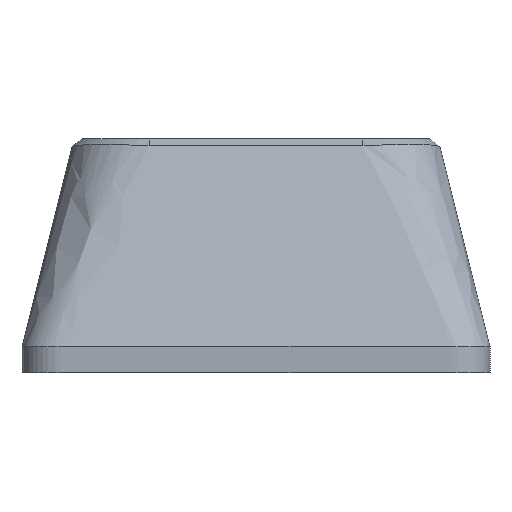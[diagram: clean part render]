
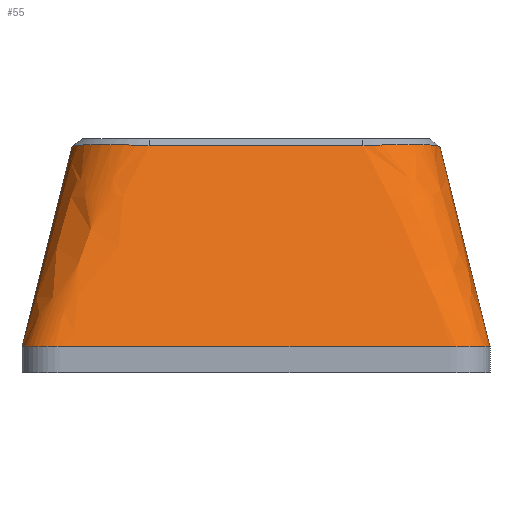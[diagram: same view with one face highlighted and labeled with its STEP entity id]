
A CAD part, front view. The second image highlights one B-rep face of the part: STEP entity #55.
In plain terms, the highlighted free-form (B-spline) face has degree [1, 2] with [2, 9] control points.
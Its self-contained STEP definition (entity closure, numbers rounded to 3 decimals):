
#55=ADVANCED_FACE('',(#128),#1118,.T.);
#128=FACE_OUTER_BOUND('',#201,.T.);
#201=EDGE_LOOP('',(#374,#375,#376,#377,#378,#379,#380));
#374=ORIENTED_EDGE('',*,*,#806,.T.);
#375=ORIENTED_EDGE('',*,*,#713,.T.);
#376=ORIENTED_EDGE('',*,*,#712,.T.);
#377=ORIENTED_EDGE('',*,*,#711,.T.);
#378=ORIENTED_EDGE('',*,*,#710,.T.);
#379=ORIENTED_EDGE('',*,*,#699,.F.);
#380=ORIENTED_EDGE('',*,*,#805,.F.);
#699=EDGE_CURVE('',#1046,#1050,#824,.T.);
#710=EDGE_CURVE('',#1052,#1050,#912,.T.);
#711=EDGE_CURVE('',#1053,#1052,#913,.T.);
#712=EDGE_CURVE('',#1054,#1053,#914,.T.);
#713=EDGE_CURVE('',#1055,#1054,#915,.T.);
#805=EDGE_CURVE('',#1113,#1046,#841,.T.);
#806=EDGE_CURVE('',#1113,#1055,#842,.T.);
#824=(
BOUNDED_CURVE()
B_SPLINE_CURVE(1,(#1941,#1942),.UNSPECIFIED.,.F.,.F.)
B_SPLINE_CURVE_WITH_KNOTS((2,2),(11.131,19.935),
 .UNSPECIFIED.)
CURVE()
GEOMETRIC_REPRESENTATION_ITEM()
RATIONAL_B_SPLINE_CURVE((1.,1.))
REPRESENTATION_ITEM('')
);
#841=(
BOUNDED_CURVE()
B_SPLINE_CURVE(2,(#2278,#2279,#2280,#2281,#2282,#2283,#2284,#2285,#2286),
 .UNSPECIFIED.,.F.,.F.)
B_SPLINE_CURVE_WITH_KNOTS((3,2,2,2,3),(-36.,-22.303,-18.,-4.303,
0.),.UNSPECIFIED.)
CURVE()
GEOMETRIC_REPRESENTATION_ITEM()
RATIONAL_B_SPLINE_CURVE((1.,1.,1.,0.707,1.,1.,1.,0.707,
1.))
REPRESENTATION_ITEM('')
);
#842=(
BOUNDED_CURVE()
B_SPLINE_CURVE(1,(#2287,#2288),.UNSPECIFIED.,.F.,.F.)
B_SPLINE_CURVE_WITH_KNOTS((2,2),(11.131,19.935),
 .UNSPECIFIED.)
CURVE()
GEOMETRIC_REPRESENTATION_ITEM()
RATIONAL_B_SPLINE_CURVE((1.,1.))
REPRESENTATION_ITEM('')
);
#912=B_SPLINE_CURVE_WITH_KNOTS('',3,(#1998,#1999,#2000,#2001,#2002),
 .UNSPECIFIED.,.F.,.F.,(4,1,4),(44.896,46.906,48.917),
 .UNSPECIFIED.);
#913=B_SPLINE_CURVE_WITH_KNOTS('',3,(#2003,#2004,#2005,#2006),
 .UNSPECIFIED.,.F.,.F.,(4,4),(36.669,44.896),
 .UNSPECIFIED.);
#914=B_SPLINE_CURVE_WITH_KNOTS('',3,(#2007,#2008,#2009,#2010,#2011),
 .UNSPECIFIED.,.F.,.F.,(4,1,4),(32.649,34.66,36.669),
 .UNSPECIFIED.);
#915=B_SPLINE_CURVE_WITH_KNOTS('',3,(#2012,#2013,#2014,#2015),
 .UNSPECIFIED.,.F.,.F.,(4,4),(24.384,32.649),
 .UNSPECIFIED.);
#1046=VERTEX_POINT('',#1610);
#1050=VERTEX_POINT('',#1614);
#1052=VERTEX_POINT('',#1616);
#1053=VERTEX_POINT('',#1617);
#1054=VERTEX_POINT('',#1618);
#1055=VERTEX_POINT('',#1619);
#1113=VERTEX_POINT('',#1677);
#1118=(
BOUNDED_SURFACE()
B_SPLINE_SURFACE(1,2,((#1455,#1456,#1457,#1458,#1459,#1460,#1461,#1462,
#1463),(#1464,#1465,#1466,#1467,#1468,#1469,#1470,#1471,#1472)),
 .UNSPECIFIED.,.F.,.F.,.F.)
B_SPLINE_SURFACE_WITH_KNOTS((2,2),(3,2,2,2,3),(11.131,20.282),
(-36.,-22.303,-18.,-4.303,0.),.UNSPECIFIED.)
GEOMETRIC_REPRESENTATION_ITEM()
RATIONAL_B_SPLINE_SURFACE(((1.,1.,1.,0.707,1.,1.,1.,0.707,
1.),(1.,1.,1.,0.707,1.,1.,1.,0.707,1.)))
REPRESENTATION_ITEM('')
SURFACE()
);
#1455=CARTESIAN_POINT('',(71.,45.5,6.));
#1456=CARTESIAN_POINT('',(71.,38.,6.));
#1457=CARTESIAN_POINT('',(71.,30.5,6.));
#1458=CARTESIAN_POINT('',(71.,29.,6.));
#1459=CARTESIAN_POINT('',(69.5,29.,6.));
#1460=CARTESIAN_POINT('',(62.,29.,6.));
#1461=CARTESIAN_POINT('',(54.5,29.,6.));
#1462=CARTESIAN_POINT('',(53.,29.,6.));
#1463=CARTESIAN_POINT('',(53.,30.5,6.));
#1464=CARTESIAN_POINT('',(69.,43.,14.));
#1465=CARTESIAN_POINT('',(69.,39.,14.));
#1466=CARTESIAN_POINT('',(69.,35.,14.));
#1467=CARTESIAN_POINT('',(69.,32.,14.));
#1468=CARTESIAN_POINT('',(66.,32.,14.));
#1469=CARTESIAN_POINT('',(62.,32.,14.));
#1470=CARTESIAN_POINT('',(58.,32.,14.));
#1471=CARTESIAN_POINT('',(55.,32.,14.));
#1472=CARTESIAN_POINT('',(55.,35.,14.));
#1610=CARTESIAN_POINT('',(53.,30.5,6.));
#1614=CARTESIAN_POINT('',(54.924,34.83,13.697));
#1616=CARTESIAN_POINT('',(57.886,31.903,13.74));
#1617=CARTESIAN_POINT('',(66.114,31.903,13.74));
#1618=CARTESIAN_POINT('',(69.076,34.83,13.697));
#1619=CARTESIAN_POINT('',(69.076,43.095,13.697));
#1677=CARTESIAN_POINT('',(71.,45.5,6.));
#1941=CARTESIAN_POINT('',(53.,30.5,6.));
#1942=CARTESIAN_POINT('',(54.924,34.83,13.697));
#1998=CARTESIAN_POINT('',(57.886,31.903,13.74));
#1999=CARTESIAN_POINT('',(57.115,31.916,13.778));
#2000=CARTESIAN_POINT('',(55.625,32.563,13.803));
#2001=CARTESIAN_POINT('',(54.938,34.049,13.754));
#2002=CARTESIAN_POINT('',(54.924,34.83,13.697));
#2003=CARTESIAN_POINT('',(66.114,31.903,13.74));
#2004=CARTESIAN_POINT('',(63.371,31.903,13.74));
#2005=CARTESIAN_POINT('',(60.629,31.903,13.74));
#2006=CARTESIAN_POINT('',(57.886,31.903,13.74));
#2007=CARTESIAN_POINT('',(69.076,34.83,13.697));
#2008=CARTESIAN_POINT('',(69.062,34.049,13.754));
#2009=CARTESIAN_POINT('',(68.375,32.563,13.803));
#2010=CARTESIAN_POINT('',(66.885,31.916,13.778));
#2011=CARTESIAN_POINT('',(66.114,31.903,13.74));
#2012=CARTESIAN_POINT('',(69.076,43.095,13.697));
#2013=CARTESIAN_POINT('',(69.076,40.34,13.697));
#2014=CARTESIAN_POINT('',(69.076,37.585,13.697));
#2015=CARTESIAN_POINT('',(69.076,34.83,13.697));
#2278=CARTESIAN_POINT('',(71.,45.5,6.));
#2279=CARTESIAN_POINT('',(71.,38.,6.));
#2280=CARTESIAN_POINT('',(71.,30.5,6.));
#2281=CARTESIAN_POINT('',(71.,29.,6.));
#2282=CARTESIAN_POINT('',(69.5,29.,6.));
#2283=CARTESIAN_POINT('',(62.,29.,6.));
#2284=CARTESIAN_POINT('',(54.5,29.,6.));
#2285=CARTESIAN_POINT('',(53.,29.,6.));
#2286=CARTESIAN_POINT('',(53.,30.5,6.));
#2287=CARTESIAN_POINT('',(71.,45.5,6.));
#2288=CARTESIAN_POINT('',(69.076,43.095,13.697));
